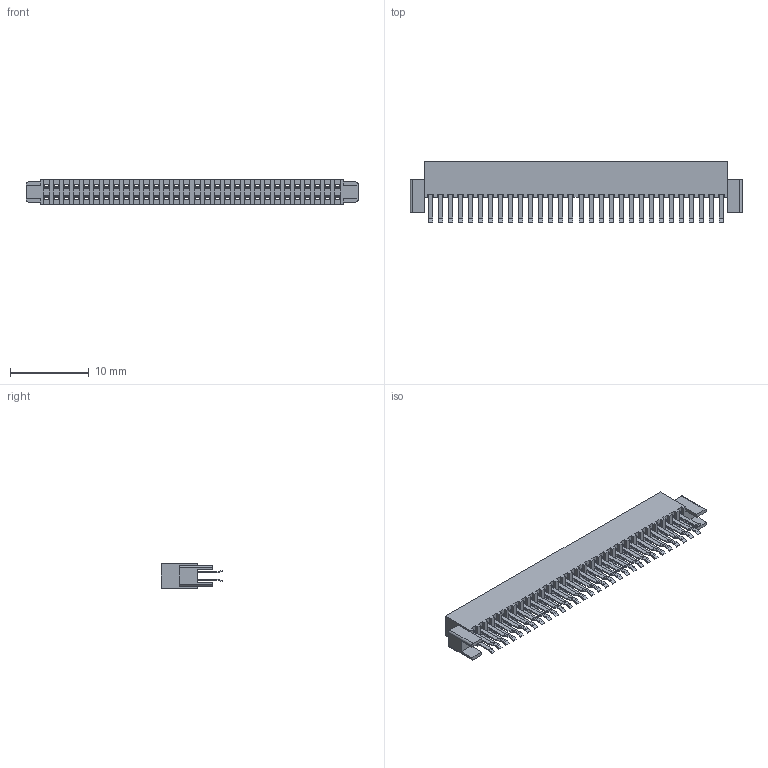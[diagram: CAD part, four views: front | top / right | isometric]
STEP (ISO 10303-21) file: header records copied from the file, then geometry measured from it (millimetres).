
FILE_DESCRIPTION(/* description */ ('STEP AP214'),/* implementation_level */ '2;1');
FILE_NAME(/* name */ 'EMF-130-01-L-D',/* time_stamp */ '2023-12-11T12:08:19+01:00',/* author */ ('License CC BY-ND 4.0'),/* organization */ ('CADENAS'),/* preprocessor_version */ 'ST-DEVELOPER v19.3',/* originating_system */ 'PARTsolutions',/* authorisation */ ' ');
FILE_SCHEMA (('AUTOMOTIVE_DESIGN {1 0 10303 214 3 1 1}'));
Length unit declared in the file: inch
Products named in the file (3): EMF-130-01-L-D; C-61-30_pins; EMF-130-01_socket
Assembly tree (2 placements, depth 2):
  EMF-130-01-L-D
    C-61-30_pins
    EMF-130-01_socket
Bounding box: 42.04 x 7.77 x 3.05 mm (x, y, z)
Volume: 527.8 mm3; surface area: 1785.3 mm2
Topology: 2 solids, 2 shells, 1236 faces, 3572 edges, 2340 vertices
Faces by surface type: plane 1112, cylinder 124
Entity records: 40390 total; most frequent: CARTESIAN_POINT 7151, ORIENTED_EDGE 7144, DIRECTION 6298, EDGE_CURVE 3572, LINE 3324, VECTOR 3324, VERTEX_POINT 2340, AXIS2_PLACEMENT_3D 1487
